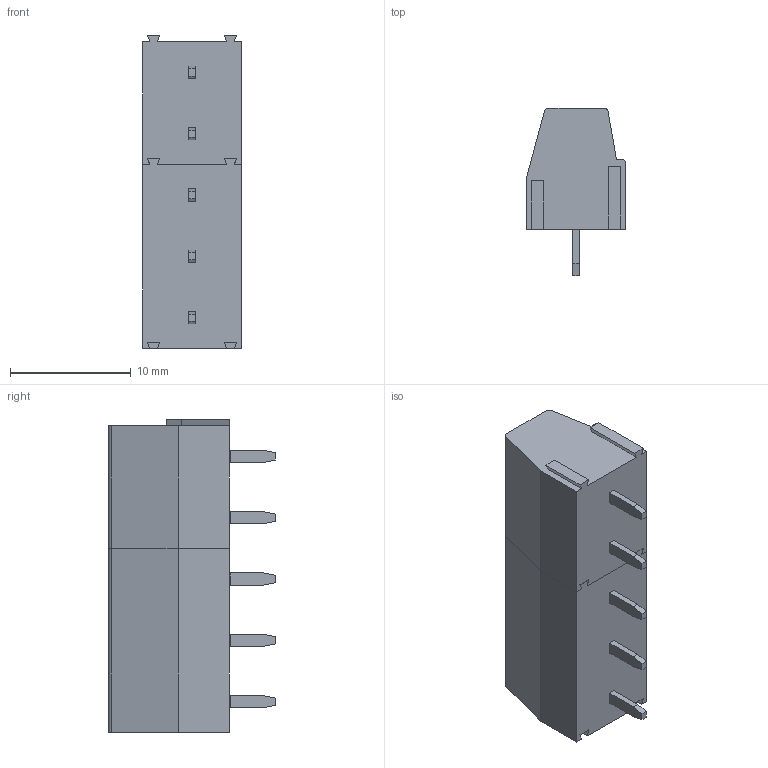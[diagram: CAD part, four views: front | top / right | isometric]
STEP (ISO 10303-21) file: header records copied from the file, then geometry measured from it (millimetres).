
FILE_DESCRIPTION (( 'STEP AP214' ), '1' );
FILE_NAME ('CUI_DEVICES_TB006-508-P05BE.step', '2019-10-21T20:27:12', ( '' ), ( '' ), 'SwSTEP 2.0', 'SolidWorks 2019', '' );
FILE_SCHEMA (( 'AUTOMOTIVE_DESIGN' ));
Length unit declared in the file: millimetre
Products named in the file (3): TB006-508-03P_Blue - P; CUI_DEVICES_TB006-508-P05BE; TB006-508-02P_Blue - P
Assembly tree (2 placements, depth 2):
  CUI_DEVICES_TB006-508-P05BE
    TB006-508-02P_Blue - P
    TB006-508-03P_Blue - P
Bounding box: 8.2 x 13.8 x 25.9 mm (x, y, z)
Volume: 1718.7 mm3; surface area: 1569.6 mm2
Topology: 2 solids, 7 shells, 301 faces, 761 edges, 494 vertices
Faces by surface type: plane 210, bspline 40, cylinder 31, cone 20
Entity records: 12631 total; most frequent: CARTESIAN_POINT 4284, ORIENTED_EDGE 1522, DIRECTION 1340, EDGE_CURVE 761, LINE 544, VECTOR 544, VERTEX_POINT 494, AXIS2_PLACEMENT_3D 398
